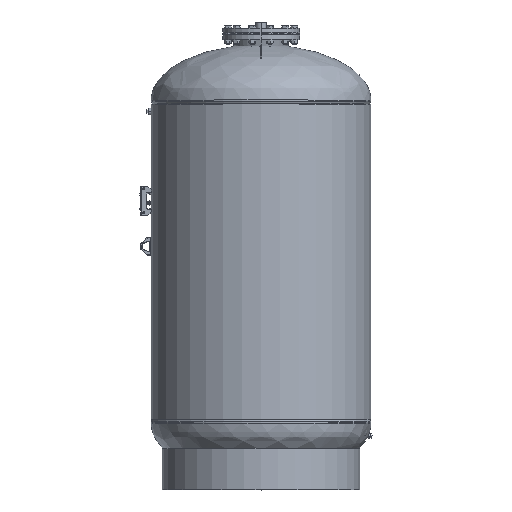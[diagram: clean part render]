
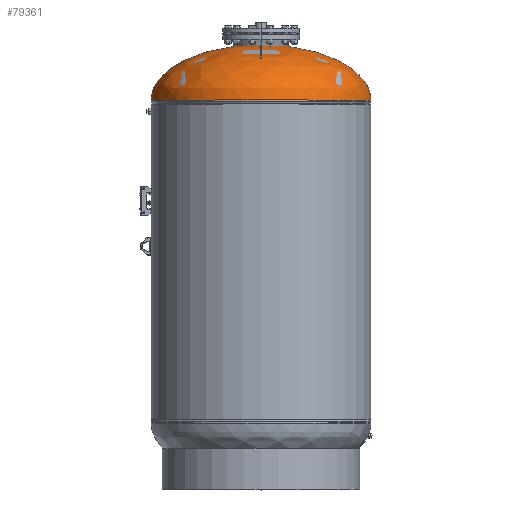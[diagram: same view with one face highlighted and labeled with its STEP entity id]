
A CAD part, top view. The second image highlights one B-rep face of the part: STEP entity #79361.
In plain terms, the highlighted free-form (B-spline) face has degree [3, 3] with [4, 4] control points.
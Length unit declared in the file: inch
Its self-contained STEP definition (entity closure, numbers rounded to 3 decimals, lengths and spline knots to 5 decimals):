
#2381 = CARTESIAN_POINT ( 'NONE',  ( 7.32065, 15.79182, 0. ) ) ;
#8670 = EDGE_LOOP ( 'NONE', ( #80503, #100345, #88134, #68422 ) ) ;
#8716 = EDGE_CURVE ( 'NONE', #56670, #114218, #79686, .T. ) ;
#9888 = VERTEX_POINT ( 'NONE', #94015 ) ;
#12007 = DIRECTION ( 'NONE',  ( 0., -1., 0. ) ) ;
#13556 = CARTESIAN_POINT ( 'NONE',  ( -7.32065, 15.79182, 0. ) ) ;
#13697 = CARTESIAN_POINT ( 'NONE',  ( -30., 1.09375, 0. ) ) ;
#15276 = CARTESIAN_POINT ( 'NONE',  ( 0., 15.79182, 0. ) ) ;
#18629 = CARTESIAN_POINT ( 'NONE',  ( -21.20053, 14.02735, 0. ) ) ;
#19210 = CARTESIAN_POINT ( 'NONE',  ( 30., 8.32457, 0. ) ) ;
#20763 = DIRECTION ( 'NONE',  ( 1., 0., 0. ) ) ;
#21628 = CARTESIAN_POINT ( 'NONE',  ( 30., 1.09375, 0. ) ) ;
#22083 = CARTESIAN_POINT ( 'NONE',  ( -30., 8.32457, 60. ) ) ;
#27385 = CARTESIAN_POINT ( 'NONE',  ( 21.20053, 14.02735, 42.40105 ) ) ;
#29093 = CARTESIAN_POINT ( 'NONE',  ( 30., 1.09375, 60. ) ) ;
#33090 = AXIS2_PLACEMENT_3D ( 'NONE', #56330, #12007, #20763 ) ;
#36130 = CARTESIAN_POINT ( 'NONE',  ( -7.32065, 15.79182, 0. ) ) ;
#40941 = DIRECTION ( 'NONE',  ( 0., 1., 0. ) ) ;
#46122 = CARTESIAN_POINT ( 'NONE',  ( 21.20053, 14.02735, 0. ) ) ;
#46314 = AXIS2_PLACEMENT_3D ( 'NONE', #15276, #40941, #67215 ) ;
#46470 = VERTEX_POINT ( 'NONE', #59191 ) ;
#47002 = EDGE_CURVE ( 'NONE', #46470, #56670, #68903, .T. ) ;
#47284 = CARTESIAN_POINT ( 'NONE',  ( 30., 8.32457, 0. ) ) ;
#49494 =( BOUNDED_CURVE ( )  B_SPLINE_CURVE ( 3, ( #13556, #66626, #95065, #103792 ),
 .UNSPECIFIED., .F., .T. ) 
 B_SPLINE_CURVE_WITH_KNOTS ( ( 4, 4 ),
 ( 4.9589, 6.28319 ),
 .UNSPECIFIED. ) 
 CURVE ( )  GEOMETRIC_REPRESENTATION_ITEM ( )  RATIONAL_B_SPLINE_CURVE ( ( 1., 0.859, 0.859, 1. ) ) 
 REPRESENTATION_ITEM ( '' )  );
#51164 =( BOUNDED_SURFACE ( )  B_SPLINE_SURFACE ( 3, 3, ( 
 ( #89711, #108310, #90277, #36130 ),
 ( #107161, #27385, #62960, #18629 ),
 ( #19210, #54774, #22083, #57644 ),
 ( #100133, #29093, #90838, #64675 ) ),
 .UNSPECIFIED., .F., .F., .F. ) 
 B_SPLINE_SURFACE_WITH_KNOTS ( ( 4, 4 ),
 ( 4, 4 ),
 ( 0., 1. ),
 ( 0., 1. ),
 .UNSPECIFIED. ) 
 GEOMETRIC_REPRESENTATION_ITEM ( )  RATIONAL_B_SPLINE_SURFACE ( (
 ( 1., 0.333, 0.333, 1.),
 ( 0.859, 0.286, 0.286, 0.859),
 ( 0.859, 0.286, 0.286, 0.859),
 ( 1., 0.333, 0.333, 1.) ) ) 
 REPRESENTATION_ITEM ( '' )  SURFACE ( )  );
#54774 = CARTESIAN_POINT ( 'NONE',  ( 30., 8.32457, 60. ) ) ;
#56330 = CARTESIAN_POINT ( 'NONE',  ( 0., 1.09375, 0. ) ) ;
#56670 = VERTEX_POINT ( 'NONE', #84579 ) ;
#57644 = CARTESIAN_POINT ( 'NONE',  ( -30., 8.32457, 0. ) ) ;
#59191 = CARTESIAN_POINT ( 'NONE',  ( 7.32065, 15.79182, 0. ) ) ;
#62960 = CARTESIAN_POINT ( 'NONE',  ( -21.20053, 14.02735, 42.40105 ) ) ;
#64675 = CARTESIAN_POINT ( 'NONE',  ( -30., 1.09375, 0. ) ) ;
#66626 = CARTESIAN_POINT ( 'NONE',  ( -21.20053, 14.02735, 0. ) ) ;
#67215 = DIRECTION ( 'NONE',  ( 1., 0., 0. ) ) ;
#68422 = ORIENTED_EDGE ( 'NONE', *, *, #47002, .F. ) ;
#68903 =( BOUNDED_CURVE ( )  B_SPLINE_CURVE ( 3, ( #2381, #46122, #47284, #21628 ),
 .UNSPECIFIED., .F., .F. ) 
 B_SPLINE_CURVE_WITH_KNOTS ( ( 4, 4 ),
 ( 4.9589, 6.28319 ),
 .UNSPECIFIED. ) 
 CURVE ( )  GEOMETRIC_REPRESENTATION_ITEM ( )  RATIONAL_B_SPLINE_CURVE ( ( 1., 0.859, 0.859, 1. ) ) 
 REPRESENTATION_ITEM ( '' )  );
#73548 = EDGE_CURVE ( 'NONE', #9888, #114218, #49494, .T. ) ;
#74281 = CIRCLE ( 'NONE', #46314, 7.32065 ) ;
#79361 = ADVANCED_FACE ( 'NONE', ( #99000 ), #51164, .F. ) ;
#79686 = CIRCLE ( 'NONE', #33090, 30. ) ;
#80503 = ORIENTED_EDGE ( 'NONE', *, *, #86086, .F. ) ;
#84579 = CARTESIAN_POINT ( 'NONE',  ( 30., 1.09375, 0. ) ) ;
#86086 = EDGE_CURVE ( 'NONE', #9888, #46470, #74281, .T. ) ;
#88134 = ORIENTED_EDGE ( 'NONE', *, *, #8716, .F. ) ;
#89711 = CARTESIAN_POINT ( 'NONE',  ( 7.32065, 15.79182, 0. ) ) ;
#90277 = CARTESIAN_POINT ( 'NONE',  ( -7.32065, 15.79182, 14.6413 ) ) ;
#90838 = CARTESIAN_POINT ( 'NONE',  ( -30., 1.09375, 60. ) ) ;
#94015 = CARTESIAN_POINT ( 'NONE',  ( -7.32065, 15.79182, 0. ) ) ;
#95065 = CARTESIAN_POINT ( 'NONE',  ( -30., 8.32457, 0. ) ) ;
#99000 = FACE_OUTER_BOUND ( 'NONE', #8670, .T. ) ;
#100133 = CARTESIAN_POINT ( 'NONE',  ( 30., 1.09375, 0. ) ) ;
#100345 = ORIENTED_EDGE ( 'NONE', *, *, #73548, .T. ) ;
#103792 = CARTESIAN_POINT ( 'NONE',  ( -30., 1.09375, 0. ) ) ;
#107161 = CARTESIAN_POINT ( 'NONE',  ( 21.20053, 14.02735, 0. ) ) ;
#108310 = CARTESIAN_POINT ( 'NONE',  ( 7.32065, 15.79182, 14.6413 ) ) ;
#114218 = VERTEX_POINT ( 'NONE', #13697 ) ;
